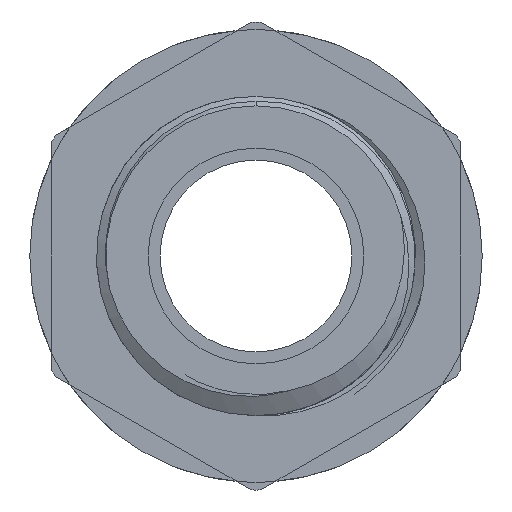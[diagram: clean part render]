
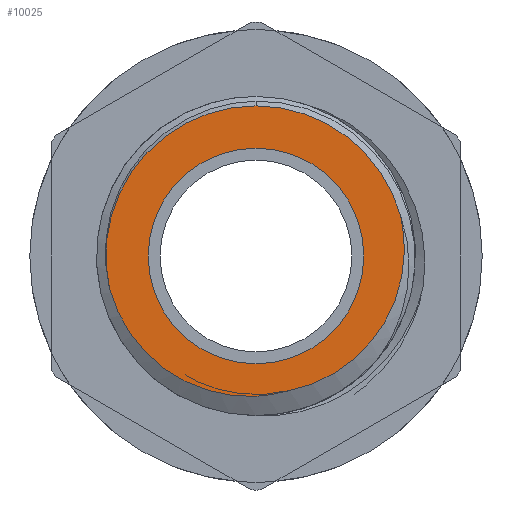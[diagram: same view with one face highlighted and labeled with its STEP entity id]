
A CAD part, front view. The second image highlights one B-rep face of the part: STEP entity #10025.
In plain terms, the highlighted planar face has unit normal (0, -1, 0).
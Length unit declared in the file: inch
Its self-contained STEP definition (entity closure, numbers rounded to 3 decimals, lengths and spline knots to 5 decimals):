
#271 = CARTESIAN_POINT ( 'NONE',  ( -0.20735, -0.59, -0.22806 ) ) ;
#318 = CARTESIAN_POINT ( 'NONE',  ( 0.05049, -0.59, -0.29054 ) ) ;
#447 = EDGE_CURVE ( 'NONE', #6400, #10702, #11385, .T. ) ;
#784 = CARTESIAN_POINT ( 'NONE',  ( 0.19868, -0.59, -0.22639 ) ) ;
#823 = CARTESIAN_POINT ( 'NONE',  ( 0.31397, -0.59, 0.01303 ) ) ;
#839 = CIRCLE ( 'NONE', #5234, 0.22825 ) ;
#872 = CARTESIAN_POINT ( 'NONE',  ( 0., -0.59, -0.22825 ) ) ;
#929 = AXIS2_PLACEMENT_3D ( 'NONE', #9485, #3709, #10391 ) ;
#1230 = CARTESIAN_POINT ( 'NONE',  ( -0.30734, -0.59, -0.07833 ) ) ;
#1278 = CARTESIAN_POINT ( 'NONE',  ( -0.18289, -0.59, -0.24626 ) ) ;
#1280 = ORIENTED_EDGE ( 'NONE', *, *, #1395, .F. ) ;
#1295 = VERTEX_POINT ( 'NONE', #10125 ) ;
#1395 = EDGE_CURVE ( 'NONE', #3354, #2133, #8378, .T. ) ;
#1476 = EDGE_LOOP ( 'NONE', ( #1280, #10225 ) ) ;
#1594 = DIRECTION ( 'NONE',  ( 0., 1., 0. ) ) ;
#1755 = CARTESIAN_POINT ( 'NONE',  ( 0.23523, -0.59, -0.19123 ) ) ;
#1798 = CARTESIAN_POINT ( 'NONE',  ( 0.31071, -0.59, 0.06359 ) ) ;
#2033 = AXIS2_PLACEMENT_3D ( 'NONE', #2071, #2054, #2040 ) ;
#2040 = DIRECTION ( 'NONE',  ( 0., 0., 1. ) ) ;
#2054 = DIRECTION ( 'NONE',  ( 0., -1., 0. ) ) ;
#2071 = CARTESIAN_POINT ( 'NONE',  ( 0., -0.59, 0. ) ) ;
#2133 = VERTEX_POINT ( 'NONE', #4671 ) ;
#2185 = CARTESIAN_POINT ( 'NONE',  ( -0.31002, -0.59, -0.06851 ) ) ;
#2221 = CARTESIAN_POINT ( 'NONE',  ( -0.14782, -0.59, -0.26701 ) ) ;
#2318 = AXIS2_PLACEMENT_3D ( 'NONE', #7479, #1594, #8417 ) ;
#2526 = B_SPLINE_CURVE_WITH_KNOTS ( 'NONE', 3,
 ( #9467, #2687, #4647, #11274, #5623, #12188, #6655, #784, #7637, #1755, #8568, #2728, #9503, #3732, #10411, #4688, #11312, #5671, #12227, #6695, #823, #7687, #1798, #8603 ),
 .UNSPECIFIED., .F., .F.,
 ( 4, 2, 2, 2, 2, 2, 2, 2, 2, 2, 2, 4 ),
 ( 0., 0.00154, 0.00231, 0.00308, 0.00462, 0.0054, 0.00617, 0.00771, 0.00925, 0.01002, 0.01079, 0.01233 ),
 .UNSPECIFIED. ) ;
#2545 = FACE_OUTER_BOUND ( 'NONE', #6057, .T. ) ;
#2687 = CARTESIAN_POINT ( 'NONE',  ( 0.09027, -0.59, -0.28074 ) ) ;
#2728 = CARTESIAN_POINT ( 'NONE',  ( 0.25457, -0.59, -0.16743 ) ) ;
#3168 = CARTESIAN_POINT ( 'NONE',  ( -0.30416, -0.59, -0.0881 ) ) ;
#3219 = CARTESIAN_POINT ( 'NONE',  ( -0.10054, -0.59, -0.28486 ) ) ;
#3354 = VERTEX_POINT ( 'NONE', #872 ) ;
#3650 = CARTESIAN_POINT ( 'NONE',  ( 0., -0.59, 0. ) ) ;
#3709 = DIRECTION ( 'NONE',  ( 0., -1., 0. ) ) ;
#3732 = CARTESIAN_POINT ( 'NONE',  ( 0.27671, -0.59, -0.13354 ) ) ;
#4165 = CARTESIAN_POINT ( 'NONE',  ( -0.29289, -0.59, -0.11635 ) ) ;
#4207 = CARTESIAN_POINT ( 'NONE',  ( -0.07073, -0.59, -0.29206 ) ) ;
#4212 = EDGE_CURVE ( 'NONE', #1295, #6400, #2526, .T. ) ;
#4610 = DIRECTION ( 'NONE',  ( 0., 0., -1. ) ) ;
#4647 = CARTESIAN_POINT ( 'NONE',  ( 0.10968, -0.59, -0.27488 ) ) ;
#4671 = CARTESIAN_POINT ( 'NONE',  ( 0., -0.59, 0.22825 ) ) ;
#4688 = CARTESIAN_POINT ( 'NONE',  ( 0.30062, -0.59, -0.07716 ) ) ;
#5120 = CARTESIAN_POINT ( 'NONE',  ( -0.26873, -0.59, -0.16074 ) ) ;
#5144 = FACE_BOUND ( 'NONE', #1476, .T. ) ;
#5168 = CARTESIAN_POINT ( 'NONE',  ( -0.0306, -0.59, -0.29737 ) ) ;
#5234 = AXIS2_PLACEMENT_3D ( 'NONE', #3650, #10337, #4610 ) ;
#5442 = PLANE ( 'NONE',  #2318 ) ;
#5484 = VERTEX_POINT ( 'NONE', #9937 ) ;
#5623 = CARTESIAN_POINT ( 'NONE',  ( 0.14686, -0.59, -0.25881 ) ) ;
#5671 = CARTESIAN_POINT ( 'NONE',  ( 0.3111, -0.59, -0.0277 ) ) ;
#6057 = EDGE_LOOP ( 'NONE', ( #11526, #8839, #9516, #9879 ) ) ;
#6137 = CARTESIAN_POINT ( 'NONE',  ( -0.23006, -0.59, -0.20801 ) ) ;
#6179 = CARTESIAN_POINT ( 'NONE',  ( 0.03036, -0.59, -0.29438 ) ) ;
#6239 = B_SPLINE_CURVE_WITH_KNOTS ( 'NONE', 3,
 ( #2185, #1230, #3168, #9918, #4165, #10813, #5120, #11740, #6137, #271, #7142, #1278, #8111, #2221, #9029, #3219, #9958, #4207, #10861, #5168, #11774, #6179, #318, #7188 ),
 .UNSPECIFIED., .F., .F.,
 ( 4, 2, 2, 2, 2, 2, 2, 2, 2, 2, 2, 4 ),
 ( 0.01089, 0.01166, 0.01243, 0.01397, 0.01551, 0.01628, 0.01705, 0.01859, 0.01936, 0.02013, 0.02167, 0.02321 ),
 .UNSPECIFIED. ) ;
#6384 = EDGE_CURVE ( 'NONE', #2133, #3354, #839, .T. ) ;
#6400 = VERTEX_POINT ( 'NONE', #9435 ) ;
#6655 = CARTESIAN_POINT ( 'NONE',  ( 0.17357, -0.59, -0.24366 ) ) ;
#6695 = CARTESIAN_POINT ( 'NONE',  ( 0.31376, -0.59, 0.00276 ) ) ;
#7142 = CARTESIAN_POINT ( 'NONE',  ( -0.19944, -0.59, -0.23438 ) ) ;
#7188 = CARTESIAN_POINT ( 'NONE',  ( 0.07011, -0.59, -0.28459 ) ) ;
#7479 = CARTESIAN_POINT ( 'NONE',  ( 0., -0.59, 0. ) ) ;
#7637 = CARTESIAN_POINT ( 'NONE',  ( 0.21407, -0.59, -0.21326 ) ) ;
#7687 = CARTESIAN_POINT ( 'NONE',  ( 0.31317, -0.59, 0.0435 ) ) ;
#8111 = CARTESIAN_POINT ( 'NONE',  ( -0.17424, -0.59, -0.25183 ) ) ;
#8378 = CIRCLE ( 'NONE', #8728, 0.22825 ) ;
#8417 = DIRECTION ( 'NONE',  ( 0., 0., 1. ) ) ;
#8423 = EDGE_CURVE ( 'NONE', #10702, #5484, #10821, .T. ) ;
#8568 = CARTESIAN_POINT ( 'NONE',  ( 0.24199, -0.59, -0.18346 ) ) ;
#8603 = CARTESIAN_POINT ( 'NONE',  ( 0.30633, -0.59, 0.08346 ) ) ;
#8728 = AXIS2_PLACEMENT_3D ( 'NONE', #12070, #11838, #11887 ) ;
#8839 = ORIENTED_EDGE ( 'NONE', *, *, #4212, .T. ) ;
#9029 = CARTESIAN_POINT ( 'NONE',  ( -0.1294, -0.59, -0.27527 ) ) ;
#9435 = CARTESIAN_POINT ( 'NONE',  ( 0.30633, -0.59, 0.08346 ) ) ;
#9467 = CARTESIAN_POINT ( 'NONE',  ( 0.07011, -0.59, -0.28459 ) ) ;
#9485 = CARTESIAN_POINT ( 'NONE',  ( 0., -0.59, 0. ) ) ;
#9503 = CARTESIAN_POINT ( 'NONE',  ( 0.26042, -0.59, -0.15915 ) ) ;
#9516 = ORIENTED_EDGE ( 'NONE', *, *, #447, .T. ) ;
#9832 = EDGE_CURVE ( 'NONE', #5484, #1295, #6239, .T. ) ;
#9879 = ORIENTED_EDGE ( 'NONE', *, *, #8423, .T. ) ;
#9918 = CARTESIAN_POINT ( 'NONE',  ( -0.29694, -0.59, -0.10709 ) ) ;
#9937 = CARTESIAN_POINT ( 'NONE',  ( -0.31002, -0.59, -0.06851 ) ) ;
#9958 = CARTESIAN_POINT ( 'NONE',  ( -0.09068, -0.59, -0.2876 ) ) ;
#10025 = ADVANCED_FACE ( 'NONE', ( #2545, #5144 ), #5442, .F. ) ;
#10125 = CARTESIAN_POINT ( 'NONE',  ( 0.07011, -0.59, -0.28459 ) ) ;
#10225 = ORIENTED_EDGE ( 'NONE', *, *, #6384, .F. ) ;
#10337 = DIRECTION ( 'NONE',  ( 0., -1., 0. ) ) ;
#10391 = DIRECTION ( 'NONE',  ( 0., 0., 1. ) ) ;
#10411 = CARTESIAN_POINT ( 'NONE',  ( 0.28591, -0.59, -0.11533 ) ) ;
#10702 = VERTEX_POINT ( 'NONE', #11615 ) ;
#10813 = CARTESIAN_POINT ( 'NONE',  ( -0.27945, -0.59, -0.14349 ) ) ;
#10821 = CIRCLE ( 'NONE', #929, 0.3175 ) ;
#10861 = CARTESIAN_POINT ( 'NONE',  ( -0.06072, -0.59, -0.29376 ) ) ;
#11274 = CARTESIAN_POINT ( 'NONE',  ( 0.1377, -0.59, -0.26319 ) ) ;
#11312 = CARTESIAN_POINT ( 'NONE',  ( 0.30598, -0.59, -0.05763 ) ) ;
#11385 = CIRCLE ( 'NONE', #2033, 0.3175 ) ;
#11526 = ORIENTED_EDGE ( 'NONE', *, *, #9832, .T. ) ;
#11615 = CARTESIAN_POINT ( 'NONE',  ( 0., -0.59, 0.3175 ) ) ;
#11740 = CARTESIAN_POINT ( 'NONE',  ( -0.24386, -0.59, -0.19322 ) ) ;
#11774 = CARTESIAN_POINT ( 'NONE',  ( -0.01037, -0.59, -0.29779 ) ) ;
#11838 = DIRECTION ( 'NONE',  ( 0., -1., 0. ) ) ;
#11887 = DIRECTION ( 'NONE',  ( 0., 0., -1. ) ) ;
#12070 = CARTESIAN_POINT ( 'NONE',  ( 0., -0.59, 0. ) ) ;
#12188 = CARTESIAN_POINT ( 'NONE',  ( 0.16481, -0.59, -0.24904 ) ) ;
#12227 = CARTESIAN_POINT ( 'NONE',  ( 0.31232, -0.59, -0.01762 ) ) ;
